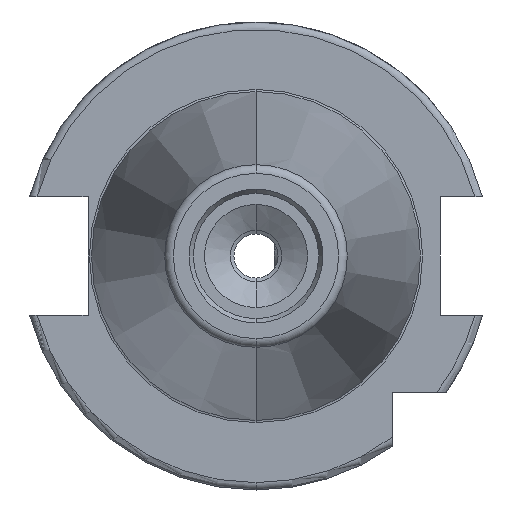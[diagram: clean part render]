
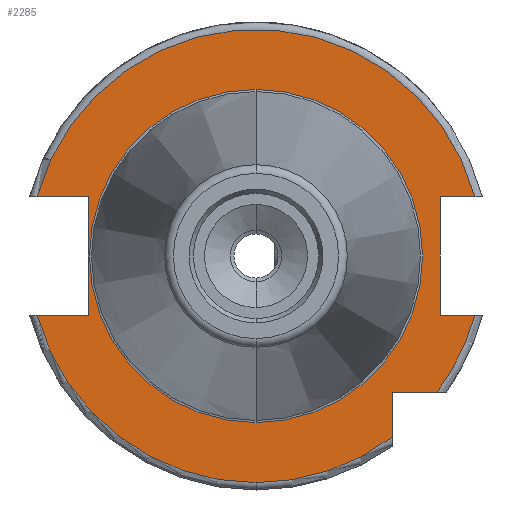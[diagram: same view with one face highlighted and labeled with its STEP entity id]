
A CAD part, left-side view. The second image highlights one B-rep face of the part: STEP entity #2285.
In plain terms, the highlighted planar face has unit normal (-1, 0, 0).
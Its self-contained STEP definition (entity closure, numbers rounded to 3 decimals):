
#8 = VERTEX_POINT ( 'NONE', #2616 ) ;
#16 = EDGE_CURVE ( 'NONE', #134, #1993, #2874, .T. ) ;
#57 = VERTEX_POINT ( 'NONE', #2917 ) ;
#108 = VERTEX_POINT ( 'NONE', #3075 ) ;
#123 = EDGE_CURVE ( 'NONE', #108, #1994, #3087, .T. ) ;
#134 = VERTEX_POINT ( 'NONE', #3119 ) ;
#135 = EDGE_CURVE ( 'NONE', #57, #134, #3118, .T. ) ;
#156 = EDGE_CURVE ( 'NONE', #157, #158, #3189, .T. ) ;
#157 = VERTEX_POINT ( 'NONE', #3185 ) ;
#158 = VERTEX_POINT ( 'NONE', #3184 ) ;
#199 = VERTEX_POINT ( 'NONE', #3222 ) ;
#231 = DIRECTION ( 'NONE',  ( 0., 0., 1. ) ) ;
#232 = DIRECTION ( 'NONE',  ( 1., 0., 0. ) ) ;
#233 = CARTESIAN_POINT ( 'NONE',  ( 3.2, 0., 30.775 ) ) ;
#234 = AXIS2_PLACEMENT_3D ( 'NONE', #233, #232, #231 ) ;
#235 = PLANE ( 'NONE',  #234 ) ;
#236 = FACE_OUTER_BOUND ( 'NONE', #2226, .T. ) ;
#237 = FACE_BOUND ( 'NONE', #2441, .T. ) ;
#238 = DIRECTION ( 'NONE',  ( 0., 0., -1. ) ) ;
#239 = DIRECTION ( 'NONE',  ( -1., 0., 0. ) ) ;
#240 = CARTESIAN_POINT ( 'NONE',  ( 3.2, 0., 0. ) ) ;
#241 = AXIS2_PLACEMENT_3D ( 'NONE', #240, #239, #238 ) ;
#242 = CIRCLE ( 'NONE', #241, 30.775 ) ;
#258 = DIRECTION ( 'NONE',  ( 0., 0., -1. ) ) ;
#259 = DIRECTION ( 'NONE',  ( -1., 0., 0. ) ) ;
#260 = CARTESIAN_POINT ( 'NONE',  ( 3.2, 0., 0. ) ) ;
#261 = AXIS2_PLACEMENT_3D ( 'NONE', #260, #259, #258 ) ;
#262 = CIRCLE ( 'NONE', #261, 30.775 ) ;
#723 = DIRECTION ( 'NONE',  ( 0., 1., 0. ) ) ;
#724 = VECTOR ( 'NONE', #723, 1000. ) ;
#725 = CARTESIAN_POINT ( 'NONE',  ( 3.2, 0., -8.05 ) ) ;
#728 = LINE ( 'NONE', #725, #724 ) ;
#1422 = DIRECTION ( 'NONE',  ( 0., 1., 0. ) ) ;
#1423 = VECTOR ( 'NONE', #1422, 1000. ) ;
#1424 = CARTESIAN_POINT ( 'NONE',  ( 3.2, 0., 8.05 ) ) ;
#1430 = LINE ( 'NONE', #1424, #1423 ) ;
#1440 = DIRECTION ( 'NONE',  ( 0., 0., -1. ) ) ;
#1441 = VECTOR ( 'NONE', #1440, 1000. ) ;
#1442 = CARTESIAN_POINT ( 'NONE',  ( 3.2, 22.8, 30.775 ) ) ;
#1443 = LINE ( 'NONE', #1442, #1441 ) ;
#1444 = CARTESIAN_POINT ( 'NONE',  ( 3.2, 29.704, 8.05 ) ) ;
#1447 = CARTESIAN_POINT ( 'NONE',  ( 3.2, 22.8, -8.05 ) ) ;
#1458 = DIRECTION ( 'NONE',  ( 0., -1., 0. ) ) ;
#1459 = VECTOR ( 'NONE', #1458, 1000. ) ;
#1460 = CARTESIAN_POINT ( 'NONE',  ( 3.2, 0., -8.05 ) ) ;
#1461 = LINE ( 'NONE', #1460, #1459 ) ;
#1573 = CARTESIAN_POINT ( 'NONE',  ( 3.2, 0., 0. ) ) ;
#1574 = AXIS2_PLACEMENT_3D ( 'NONE', #1573, #1634, #1633 ) ;
#1578 = CIRCLE ( 'NONE', #1574, 30.775 ) ;
#1633 = DIRECTION ( 'NONE',  ( 0., 0., -1. ) ) ;
#1634 = DIRECTION ( 'NONE',  ( -1., 0., 0. ) ) ;
#1993 = VERTEX_POINT ( 'NONE', #3369 ) ;
#1994 = VERTEX_POINT ( 'NONE', #3371 ) ;
#2081 = VERTEX_POINT ( 'NONE', #3507 ) ;
#2126 = VERTEX_POINT ( 'NONE', #3560 ) ;
#2134 = EDGE_CURVE ( 'NONE', #2126, #2081, #3627, .T. ) ;
#2141 = EDGE_CURVE ( 'NONE', #1994, #108, #3607, .T. ) ;
#2200 = VERTEX_POINT ( 'NONE', #3708 ) ;
#2216 = EDGE_CURVE ( 'NONE', #157, #2200, #3724, .T. ) ;
#2222 = ORIENTED_EDGE ( 'NONE', *, *, #123, .F. ) ;
#2223 = ORIENTED_EDGE ( 'NONE', *, *, #2141, .F. ) ;
#2224 = ORIENTED_EDGE ( 'NONE', *, *, #2318, .T. ) ;
#2225 = ORIENTED_EDGE ( 'NONE', *, *, #16, .F. ) ;
#2226 = EDGE_LOOP ( 'NONE', ( #2227, #2228, #2224, #2225, #2281, #2283, #2236, #2239, #2292, #2293, #2294, #2296 ) ) ;
#2227 = ORIENTED_EDGE ( 'NONE', *, *, #3944, .F. ) ;
#2228 = ORIENTED_EDGE ( 'NONE', *, *, #2134, .T. ) ;
#2236 = ORIENTED_EDGE ( 'NONE', *, *, #2640, .T. ) ;
#2239 = ORIENTED_EDGE ( 'NONE', *, *, #156, .F. ) ;
#2281 = ORIENTED_EDGE ( 'NONE', *, *, #135, .F. ) ;
#2282 = EDGE_CURVE ( 'NONE', #2200, #3924, #242, .T. ) ;
#2283 = ORIENTED_EDGE ( 'NONE', *, *, #4033, .T. ) ;
#2285 = ADVANCED_FACE ( 'NONE', ( #237, #236 ), #235, .F. ) ;
#2292 = ORIENTED_EDGE ( 'NONE', *, *, #2216, .T. ) ;
#2293 = ORIENTED_EDGE ( 'NONE', *, *, #2282, .T. ) ;
#2294 = ORIENTED_EDGE ( 'NONE', *, *, #3934, .F. ) ;
#2296 = ORIENTED_EDGE ( 'NONE', *, *, #3925, .T. ) ;
#2318 = EDGE_CURVE ( 'NONE', #2081, #1993, #262, .T. ) ;
#2441 = EDGE_LOOP ( 'NONE', ( #2223, #2222 ) ) ;
#2616 = CARTESIAN_POINT ( 'NONE',  ( 3.2, 22.8, 8.05 ) ) ;
#2640 = EDGE_CURVE ( 'NONE', #199, #158, #728, .T. ) ;
#2871 = DIRECTION ( 'NONE',  ( 0., 0., -1. ) ) ;
#2872 = VECTOR ( 'NONE', #2871, 1000. ) ;
#2873 = CARTESIAN_POINT ( 'NONE',  ( 3.2, -18.5, -18.5 ) ) ;
#2874 = LINE ( 'NONE', #2873, #2872 ) ;
#2917 = CARTESIAN_POINT ( 'NONE',  ( 3.2, -24.594, -18.5 ) ) ;
#3075 = CARTESIAN_POINT ( 'NONE',  ( 3.2, 0., 22.625 ) ) ;
#3083 = DIRECTION ( 'NONE',  ( 0., 0., -1. ) ) ;
#3084 = DIRECTION ( 'NONE',  ( -1., 0., 0. ) ) ;
#3085 = CARTESIAN_POINT ( 'NONE',  ( 3.2, 0., 0. ) ) ;
#3086 = AXIS2_PLACEMENT_3D ( 'NONE', #3085, #3084, #3083 ) ;
#3087 = CIRCLE ( 'NONE', #3086, 22.625 ) ;
#3115 = DIRECTION ( 'NONE',  ( 0., 1., 0. ) ) ;
#3116 = VECTOR ( 'NONE', #3115, 1000. ) ;
#3117 = CARTESIAN_POINT ( 'NONE',  ( 3.2, -25.834, -18.5 ) ) ;
#3118 = LINE ( 'NONE', #3117, #3116 ) ;
#3119 = CARTESIAN_POINT ( 'NONE',  ( 3.2, -18.5, -18.5 ) ) ;
#3184 = CARTESIAN_POINT ( 'NONE',  ( 3.2, -25., -8.05 ) ) ;
#3185 = CARTESIAN_POINT ( 'NONE',  ( 3.2, -25., 8.05 ) ) ;
#3186 = DIRECTION ( 'NONE',  ( 0., 0., -1. ) ) ;
#3187 = VECTOR ( 'NONE', #3186, 1000. ) ;
#3188 = CARTESIAN_POINT ( 'NONE',  ( 3.2, -25., 30.775 ) ) ;
#3189 = LINE ( 'NONE', #3188, #3187 ) ;
#3222 = CARTESIAN_POINT ( 'NONE',  ( 3.2, -29.704, -8.05 ) ) ;
#3369 = CARTESIAN_POINT ( 'NONE',  ( 3.2, -18.5, -24.594 ) ) ;
#3371 = CARTESIAN_POINT ( 'NONE',  ( 3.2, 0., -22.625 ) ) ;
#3507 = CARTESIAN_POINT ( 'NONE',  ( 3.2, 0., -30.775 ) ) ;
#3560 = CARTESIAN_POINT ( 'NONE',  ( 3.2, 29.704, -8.05 ) ) ;
#3600 = DIRECTION ( 'NONE',  ( 0., 0., -1. ) ) ;
#3601 = DIRECTION ( 'NONE',  ( -1., 0., 0. ) ) ;
#3602 = CARTESIAN_POINT ( 'NONE',  ( 3.2, 0., 0. ) ) ;
#3603 = AXIS2_PLACEMENT_3D ( 'NONE', #3602, #3601, #3600 ) ;
#3607 = CIRCLE ( 'NONE', #3603, 22.625 ) ;
#3623 = DIRECTION ( 'NONE',  ( 0., 0., -1. ) ) ;
#3624 = DIRECTION ( 'NONE',  ( -1., 0., 0. ) ) ;
#3625 = CARTESIAN_POINT ( 'NONE',  ( 3.2, 0., 0. ) ) ;
#3626 = AXIS2_PLACEMENT_3D ( 'NONE', #3625, #3624, #3623 ) ;
#3627 = CIRCLE ( 'NONE', #3626, 30.775 ) ;
#3708 = CARTESIAN_POINT ( 'NONE',  ( 3.2, -29.704, 8.05 ) ) ;
#3721 = DIRECTION ( 'NONE',  ( 0., -1., 0. ) ) ;
#3722 = VECTOR ( 'NONE', #3721, 1000. ) ;
#3723 = CARTESIAN_POINT ( 'NONE',  ( 3.2, 0., 8.05 ) ) ;
#3724 = LINE ( 'NONE', #3723, #3722 ) ;
#3922 = VERTEX_POINT ( 'NONE', #1447 ) ;
#3924 = VERTEX_POINT ( 'NONE', #1444 ) ;
#3925 = EDGE_CURVE ( 'NONE', #8, #3922, #1443, .T. ) ;
#3934 = EDGE_CURVE ( 'NONE', #8, #3924, #1430, .T. ) ;
#3944 = EDGE_CURVE ( 'NONE', #2126, #3922, #1461, .T. ) ;
#4033 = EDGE_CURVE ( 'NONE', #57, #199, #1578, .T. ) ;
